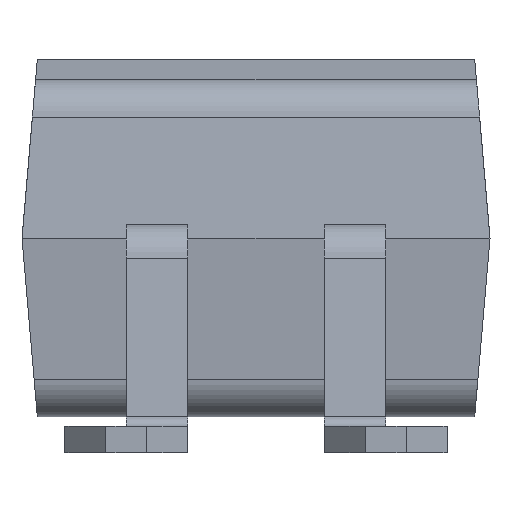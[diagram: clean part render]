
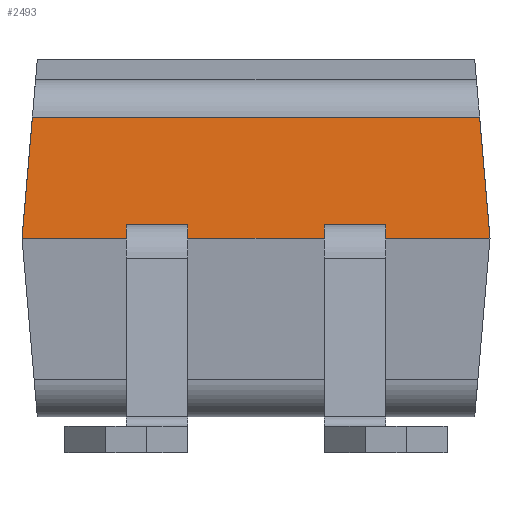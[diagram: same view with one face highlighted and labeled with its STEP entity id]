
A CAD part, front view. The second image highlights one B-rep face of the part: STEP entity #2493.
In plain terms, the highlighted planar face has unit normal (0, -0.996, 0.085).
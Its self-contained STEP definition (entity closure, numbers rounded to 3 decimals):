
#8=DIRECTION('',(0.,-0.085,-0.996));
#9=VECTOR('',#8,0.13);
#10=CARTESIAN_POINT('',(-0.67,-3.239,2.231));
#11=LINE('',#10,#9);
#76=DIRECTION('',(-1.,0.,0.));
#77=VECTOR('',#76,0.6);
#78=CARTESIAN_POINT('',(1.27,-3.239,2.231));
#79=LINE('',#78,#77);
#83=DIRECTION('',(-1.,0.,0.));
#84=VECTOR('',#83,0.6);
#85=CARTESIAN_POINT('',(-0.67,-3.239,2.231));
#86=LINE('',#85,#84);
#90=DIRECTION('',(0.,-0.085,-0.996));
#91=VECTOR('',#90,0.13);
#92=CARTESIAN_POINT('',(1.27,-3.239,2.231));
#93=LINE('',#92,#91);
#178=DIRECTION('',(1.,0.,0.));
#179=VECTOR('',#178,1.02);
#180=CARTESIAN_POINT('',(1.27,-3.25,2.101));
#181=LINE('',#180,#179);
#185=DIRECTION('',(1.,0.,0.));
#186=VECTOR('',#185,1.02);
#187=CARTESIAN_POINT('',(-2.29,-3.25,2.101));
#188=LINE('',#187,#186);
#192=DIRECTION('',(1.,0.,0.));
#193=VECTOR('',#192,1.34);
#194=CARTESIAN_POINT('',(-0.67,-3.25,2.101));
#195=LINE('',#194,#193);
#343=DIRECTION('',(-0.085,-0.085,-0.993));
#344=VECTOR('',#343,1.193);
#345=CARTESIAN_POINT('',(-2.189,-3.149,3.286));
#346=LINE('',#345,#344);
#406=DIRECTION('',(-0.085,0.085,0.993));
#407=VECTOR('',#406,1.193);
#408=CARTESIAN_POINT('',(2.29,-3.25,2.101));
#409=LINE('',#408,#407);
#438=DIRECTION('',(-1.,0.,0.));
#439=VECTOR('',#438,4.377);
#440=CARTESIAN_POINT('',(2.189,-3.149,3.286));
#441=LINE('',#440,#439);
#1396=DIRECTION('',(0.,0.085,0.996));
#1397=VECTOR('',#1396,0.13);
#1398=CARTESIAN_POINT('',(-1.27,-3.25,2.101));
#1399=LINE('',#1398,#1397);
#1722=DIRECTION('',(0.,0.085,0.996));
#1723=VECTOR('',#1722,0.13);
#1724=CARTESIAN_POINT('',(0.67,-3.25,2.101));
#1725=LINE('',#1724,#1723);
#2035=CARTESIAN_POINT('',(-0.67,-3.239,2.231));
#2036=CARTESIAN_POINT('',(-0.67,-3.25,2.101));
#2037=VERTEX_POINT('',#2035);
#2038=VERTEX_POINT('',#2036);
#2057=CARTESIAN_POINT('',(1.27,-3.239,2.231));
#2058=CARTESIAN_POINT('',(1.27,-3.25,2.101));
#2059=VERTEX_POINT('',#2057);
#2060=VERTEX_POINT('',#2058);
#2061=CARTESIAN_POINT('',(0.67,-3.239,2.231));
#2062=VERTEX_POINT('',#2061);
#2063=CARTESIAN_POINT('',(0.67,-3.25,2.101));
#2064=VERTEX_POINT('',#2063);
#2065=CARTESIAN_POINT('',(-1.27,-3.239,2.231));
#2066=VERTEX_POINT('',#2065);
#2067=CARTESIAN_POINT('',(-1.27,-3.25,2.101));
#2068=VERTEX_POINT('',#2067);
#2069=CARTESIAN_POINT('',(-2.29,-3.25,2.101));
#2070=VERTEX_POINT('',#2069);
#2071=CARTESIAN_POINT('',(-2.189,-3.149,
3.286));
#2072=VERTEX_POINT('',#2071);
#2073=CARTESIAN_POINT('',(2.189,-3.149,3.286));
#2074=VERTEX_POINT('',#2073);
#2075=CARTESIAN_POINT('',(2.29,-3.25,2.101));
#2076=VERTEX_POINT('',#2075);
#2463=CARTESIAN_POINT('',(-2.29,-3.25,2.101));
#2464=DIRECTION('',(0.,-0.996,0.085));
#2465=DIRECTION('',(0.,-0.085,-0.996));
#2466=AXIS2_PLACEMENT_3D('',#2463,#2464,#2465);
#2467=PLANE('',#2466);
#2469=ORIENTED_EDGE('',*,*,#2468,.F.);
#2471=ORIENTED_EDGE('',*,*,#2470,.T.);
#2473=ORIENTED_EDGE('',*,*,#2472,.F.);
#2475=ORIENTED_EDGE('',*,*,#2474,.F.);
#2476=ORIENTED_EDGE('',*,*,#2423,.F.);
#2478=ORIENTED_EDGE('',*,*,#2477,.T.);
#2480=ORIENTED_EDGE('',*,*,#2479,.F.);
#2482=ORIENTED_EDGE('',*,*,#2481,.F.);
#2484=ORIENTED_EDGE('',*,*,#2483,.F.);
#2486=ORIENTED_EDGE('',*,*,#2485,.F.);
#2488=ORIENTED_EDGE('',*,*,#2487,.F.);
#2490=ORIENTED_EDGE('',*,*,#2489,.F.);
#2491=EDGE_LOOP('',(#2469,#2471,#2473,#2475,#2476,#2478,#2480,#2482,#2484,#2486,
#2488,#2490));
#2492=FACE_OUTER_BOUND('',#2491,.F.);
#2423=EDGE_CURVE('',#2037,#2038,#11,.T.);
#2468=EDGE_CURVE('',#2059,#2060,#93,.T.);
#2470=EDGE_CURVE('',#2059,#2062,#79,.T.);
#2472=EDGE_CURVE('',#2064,#2062,#1725,.T.);
#2474=EDGE_CURVE('',#2038,#2064,#195,.T.);
#2477=EDGE_CURVE('',#2037,#2066,#86,.T.);
#2479=EDGE_CURVE('',#2068,#2066,#1399,.T.);
#2481=EDGE_CURVE('',#2070,#2068,#188,.T.);
#2483=EDGE_CURVE('',#2072,#2070,#346,.T.);
#2485=EDGE_CURVE('',#2074,#2072,#441,.T.);
#2487=EDGE_CURVE('',#2076,#2074,#409,.T.);
#2489=EDGE_CURVE('',#2060,#2076,#181,.T.);
#2493=ADVANCED_FACE('',(#2492),#2467,.T.);
